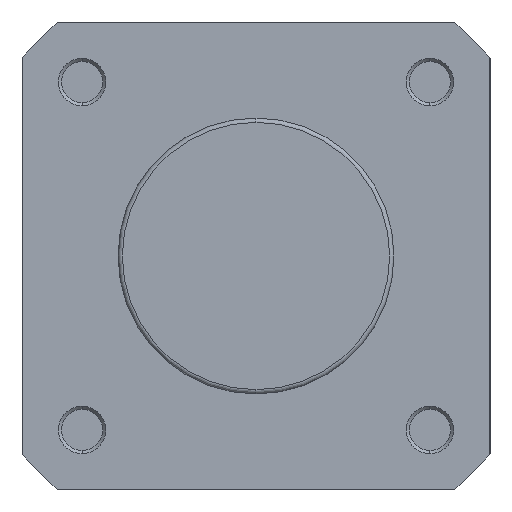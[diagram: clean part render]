
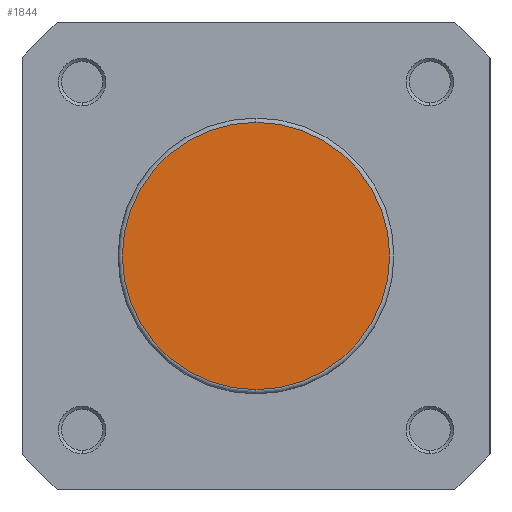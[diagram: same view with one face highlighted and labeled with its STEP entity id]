
A CAD part, left-side view. The second image highlights one B-rep face of the part: STEP entity #1844.
In plain terms, the highlighted planar face has unit normal (-1, 0, 0).
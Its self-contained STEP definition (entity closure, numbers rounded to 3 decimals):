
#719 = VERTEX_POINT ( 'NONE', #892 ) ;
#778 = VERTEX_POINT ( 'NONE', #1902 ) ;
#892 = CARTESIAN_POINT ( 'NONE',  ( 0., 0., 21.7 ) ) ;
#1405 = EDGE_LOOP ( 'NONE', ( #1996, #1995 ) ) ;
#1844 = ADVANCED_FACE ( 'NONE', ( #2339 ), #3612, .F. ) ;
#1902 = CARTESIAN_POINT ( 'NONE',  ( 0., 0., -21.7 ) ) ;
#1995 = ORIENTED_EDGE ( 'NONE', *, *, #5885, .T. ) ;
#1996 = ORIENTED_EDGE ( 'NONE', *, *, #5501, .T. ) ;
#2339 = FACE_OUTER_BOUND ( 'NONE', #1405, .T. ) ;
#2561 = CIRCLE ( 'NONE', #6191, 21.7 ) ;
#3611 = CARTESIAN_POINT ( 'NONE',  ( 0., 22.4, 0. ) ) ;
#3612 = PLANE ( 'NONE',  #6107 ) ;
#3614 = DIRECTION ( 'NONE',  ( 1., 0., 0. ) ) ;
#3615 = DIRECTION ( 'NONE',  ( 0., 0., -1. ) ) ;
#3966 = CARTESIAN_POINT ( 'NONE',  ( 0., 0., 0. ) ) ;
#3967 = DIRECTION ( 'NONE',  ( -1., 0., 0. ) ) ;
#3968 = DIRECTION ( 'NONE',  ( 0., 0., -1. ) ) ;
#4941 = CARTESIAN_POINT ( 'NONE',  ( 0., 0., 0. ) ) ;
#4943 = DIRECTION ( 'NONE',  ( -1., 0., 0. ) ) ;
#4944 = DIRECTION ( 'NONE',  ( 0., 0., -1. ) ) ;
#5345 = CIRCLE ( 'NONE', #6315, 21.7 ) ;
#5501 = EDGE_CURVE ( 'NONE', #778, #719, #2561, .T. ) ;
#5885 = EDGE_CURVE ( 'NONE', #719, #778, #5345, .T. ) ;
#6107 = AXIS2_PLACEMENT_3D ( 'NONE', #3611, #3614, #3615 ) ;
#6191 = AXIS2_PLACEMENT_3D ( 'NONE', #3966, #3967, #3968 ) ;
#6315 = AXIS2_PLACEMENT_3D ( 'NONE', #4941, #4943, #4944 ) ;
